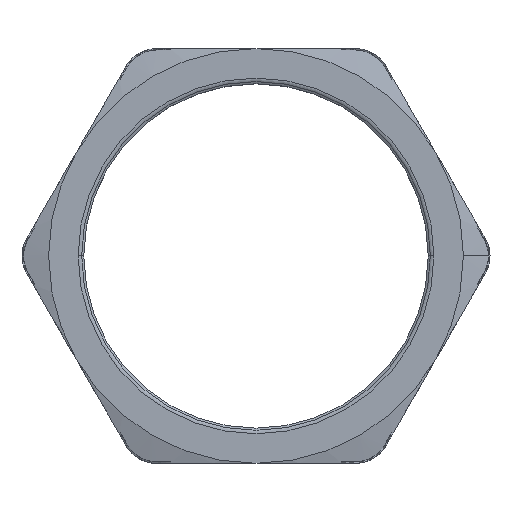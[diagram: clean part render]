
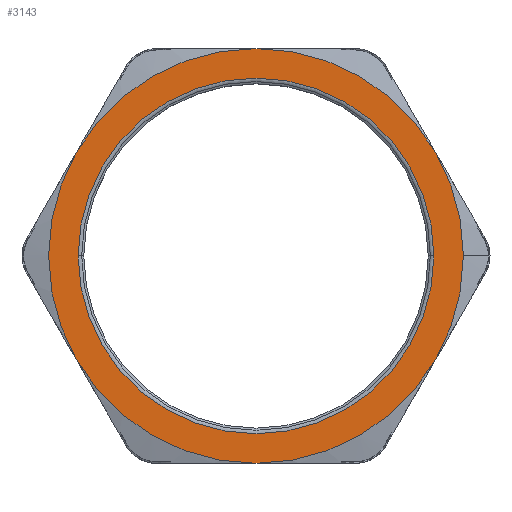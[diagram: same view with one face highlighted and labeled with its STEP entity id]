
A CAD part, top view. The second image highlights one B-rep face of the part: STEP entity #3143.
In plain terms, the highlighted planar face has unit normal (0, 0, 1).
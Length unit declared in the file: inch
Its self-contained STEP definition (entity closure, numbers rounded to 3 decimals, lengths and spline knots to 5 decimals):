
#51 = CARTESIAN_POINT ( 'NONE',  ( 0., -0.295, 0.11 ) ) ;
#224 = DIRECTION ( 'NONE',  ( 0., 0., -1. ) ) ;
#225 = CARTESIAN_POINT ( 'NONE',  ( 0., 0.59, 0.11 ) ) ;
#226 = AXIS2_PLACEMENT_3D ( 'NONE', #225, #224, #270 ) ;
#227 = PLANE ( 'NONE',  #226 ) ;
#233 = FACE_OUTER_BOUND ( 'NONE', #3148, .T. ) ;
#234 = FACE_BOUND ( 'NONE', #3144, .T. ) ;
#250 = DIRECTION ( 'NONE',  ( -1., 0., 0. ) ) ;
#251 = DIRECTION ( 'NONE',  ( 0., 0., -1. ) ) ;
#252 = CARTESIAN_POINT ( 'NONE',  ( 0., 0., 0.11 ) ) ;
#253 = AXIS2_PLACEMENT_3D ( 'NONE', #252, #251, #250 ) ;
#254 = CIRCLE ( 'NONE', #253, 0.295 ) ;
#255 = DIRECTION ( 'NONE',  ( -1., 0., 0. ) ) ;
#256 = DIRECTION ( 'NONE',  ( 0., 0., -1. ) ) ;
#257 = CARTESIAN_POINT ( 'NONE',  ( 0., 0., 0.11 ) ) ;
#258 = AXIS2_PLACEMENT_3D ( 'NONE', #257, #256, #255 ) ;
#259 = CIRCLE ( 'NONE', #258, 0.295 ) ;
#260 = DIRECTION ( 'NONE',  ( -1., 0., 0. ) ) ;
#261 = DIRECTION ( 'NONE',  ( 0., 0., -1. ) ) ;
#262 = CARTESIAN_POINT ( 'NONE',  ( 0., 0., 0.11 ) ) ;
#263 = AXIS2_PLACEMENT_3D ( 'NONE', #262, #261, #260 ) ;
#264 = CIRCLE ( 'NONE', #263, 0.295 ) ;
#265 = DIRECTION ( 'NONE',  ( -1., 0., 0. ) ) ;
#266 = DIRECTION ( 'NONE',  ( 0., 0., -1. ) ) ;
#267 = CARTESIAN_POINT ( 'NONE',  ( 0., 0., 0.11 ) ) ;
#268 = AXIS2_PLACEMENT_3D ( 'NONE', #267, #266, #265 ) ;
#269 = CIRCLE ( 'NONE', #268, 0.253 ) ;
#270 = DIRECTION ( 'NONE',  ( -1., 0., 0. ) ) ;
#357 = DIRECTION ( 'NONE',  ( -1., 0., 0. ) ) ;
#358 = DIRECTION ( 'NONE',  ( 0., 0., -1. ) ) ;
#359 = CARTESIAN_POINT ( 'NONE',  ( 0., 0., 0.11 ) ) ;
#360 = AXIS2_PLACEMENT_3D ( 'NONE', #359, #358, #357 ) ;
#361 = CIRCLE ( 'NONE', #360, 0.295 ) ;
#403 = DIRECTION ( 'NONE',  ( 1., 0., 0. ) ) ;
#404 = DIRECTION ( 'NONE',  ( 0., 0., 1. ) ) ;
#405 = CARTESIAN_POINT ( 'NONE',  ( 0., 0., 0.11 ) ) ;
#406 = AXIS2_PLACEMENT_3D ( 'NONE', #405, #404, #403 ) ;
#407 = CIRCLE ( 'NONE', #406, 0.295 ) ;
#408 = DIRECTION ( 'NONE',  ( -1., 0., 0. ) ) ;
#409 = DIRECTION ( 'NONE',  ( 0., 0., -1. ) ) ;
#410 = CARTESIAN_POINT ( 'NONE',  ( 0., 0., 0.11 ) ) ;
#411 = AXIS2_PLACEMENT_3D ( 'NONE', #410, #409, #408 ) ;
#412 = CIRCLE ( 'NONE', #411, 0.295 ) ;
#754 = CARTESIAN_POINT ( 'NONE',  ( -0.25548, 0.1475, 0.11 ) ) ;
#881 = CARTESIAN_POINT ( 'NONE',  ( -0.253, 0., 0.11 ) ) ;
#906 = CARTESIAN_POINT ( 'NONE',  ( 0.253, 0., 0.11 ) ) ;
#907 = DIRECTION ( 'NONE',  ( -1., 0., 0. ) ) ;
#908 = DIRECTION ( 'NONE',  ( 0., 0., -1. ) ) ;
#909 = CARTESIAN_POINT ( 'NONE',  ( 0., 0., 0.11 ) ) ;
#910 = AXIS2_PLACEMENT_3D ( 'NONE', #909, #908, #907 ) ;
#911 = CIRCLE ( 'NONE', #910, 0.253 ) ;
#1742 = EDGE_CURVE ( 'NONE', #1743, #1744, #3625, .T. ) ;
#1743 = VERTEX_POINT ( 'NONE', #3670 ) ;
#1744 = VERTEX_POINT ( 'NONE', #3669 ) ;
#2794 = VERTEX_POINT ( 'NONE', #5308 ) ;
#2960 = VERTEX_POINT ( 'NONE', #5659 ) ;
#3012 = VERTEX_POINT ( 'NONE', #5750 ) ;
#3041 = VERTEX_POINT ( 'NONE', #51 ) ;
#3143 = ADVANCED_FACE ( 'NONE', ( #234, #233 ), #227, .F. ) ;
#3144 = EDGE_LOOP ( 'NONE', ( #3145, #3146 ) ) ;
#3145 = ORIENTED_EDGE ( 'NONE', *, *, #5988, .T. ) ;
#3146 = ORIENTED_EDGE ( 'NONE', *, *, #3147, .T. ) ;
#3147 = EDGE_CURVE ( 'NONE', #5989, #5975, #269, .T. ) ;
#3148 = EDGE_LOOP ( 'NONE', ( #3149, #3151, #3153, #3215, #3217, #3219, #3220 ) ) ;
#3149 = ORIENTED_EDGE ( 'NONE', *, *, #3150, .F. ) ;
#3150 = EDGE_CURVE ( 'NONE', #5910, #3012, #264, .T. ) ;
#3151 = ORIENTED_EDGE ( 'NONE', *, *, #3152, .F. ) ;
#3152 = EDGE_CURVE ( 'NONE', #2794, #5910, #259, .T. ) ;
#3153 = ORIENTED_EDGE ( 'NONE', *, *, #3154, .F. ) ;
#3154 = EDGE_CURVE ( 'NONE', #3041, #2794, #254, .T. ) ;
#3215 = ORIENTED_EDGE ( 'NONE', *, *, #3216, .F. ) ;
#3216 = EDGE_CURVE ( 'NONE', #2960, #3041, #361, .T. ) ;
#3217 = ORIENTED_EDGE ( 'NONE', *, *, #3218, .F. ) ;
#3218 = EDGE_CURVE ( 'NONE', #1744, #2960, #412, .T. ) ;
#3219 = ORIENTED_EDGE ( 'NONE', *, *, #1742, .F. ) ;
#3220 = ORIENTED_EDGE ( 'NONE', *, *, #3221, .T. ) ;
#3221 = EDGE_CURVE ( 'NONE', #1743, #3012, #407, .T. ) ;
#3621 = DIRECTION ( 'NONE',  ( -1., 0., 0. ) ) ;
#3622 = DIRECTION ( 'NONE',  ( 0., 0., -1. ) ) ;
#3623 = CARTESIAN_POINT ( 'NONE',  ( 0., 0., 0.11 ) ) ;
#3624 = AXIS2_PLACEMENT_3D ( 'NONE', #3623, #3622, #3621 ) ;
#3625 = CIRCLE ( 'NONE', #3624, 0.295 ) ;
#3669 = CARTESIAN_POINT ( 'NONE',  ( 0.295, 0., 0.11 ) ) ;
#3670 = CARTESIAN_POINT ( 'NONE',  ( 0.25548, 0.1475, 0.11 ) ) ;
#5308 = CARTESIAN_POINT ( 'NONE',  ( -0.25548, -0.1475, 0.11 ) ) ;
#5659 = CARTESIAN_POINT ( 'NONE',  ( 0.25548, -0.1475, 0.11 ) ) ;
#5750 = CARTESIAN_POINT ( 'NONE',  ( 0., 0.295, 0.11 ) ) ;
#5910 = VERTEX_POINT ( 'NONE', #754 ) ;
#5975 = VERTEX_POINT ( 'NONE', #881 ) ;
#5988 = EDGE_CURVE ( 'NONE', #5975, #5989, #911, .T. ) ;
#5989 = VERTEX_POINT ( 'NONE', #906 ) ;
